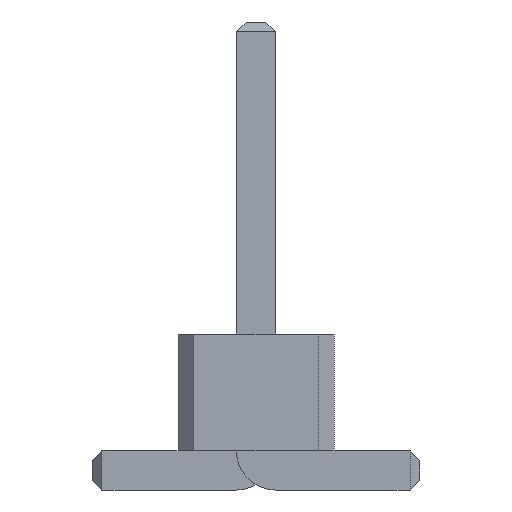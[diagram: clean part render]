
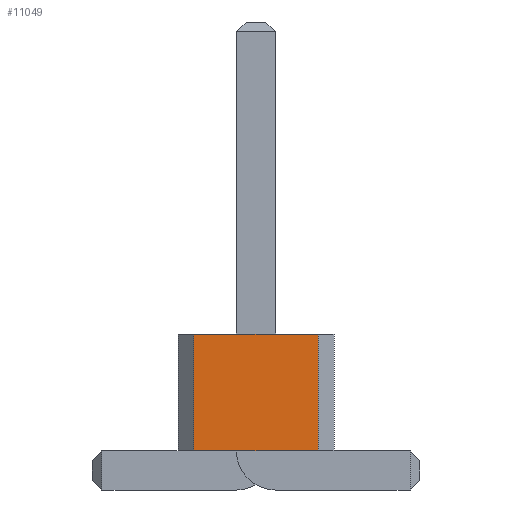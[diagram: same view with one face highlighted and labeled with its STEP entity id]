
A CAD part, front view. The second image highlights one B-rep face of the part: STEP entity #11049.
In plain terms, the highlighted planar face has unit normal (0, -1, 0).
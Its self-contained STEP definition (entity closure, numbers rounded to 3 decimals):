
#2014 = VERTEX_POINT('',#2015);
#2015 = CARTESIAN_POINT('',(0.8,-39.,0.5));
#2021 = EDGE_CURVE('',#2022,#2014,#2024,.T.);
#2022 = VERTEX_POINT('',#2023);
#2023 = CARTESIAN_POINT('',(-0.8,-39.,0.5));
#2024 = LINE('',#2025,#2026);
#2025 = CARTESIAN_POINT('',(-0.8,-39.,0.5));
#2026 = VECTOR('',#2027,1.);
#2027 = DIRECTION('',(1.,0.,0.));
#4799 = VERTEX_POINT('',#4800);
#4800 = CARTESIAN_POINT('',(0.8,-39.,2.));
#4806 = EDGE_CURVE('',#4807,#4799,#4809,.T.);
#4807 = VERTEX_POINT('',#4808);
#4808 = CARTESIAN_POINT('',(-0.8,-39.,2.));
#4809 = LINE('',#4810,#4811);
#4810 = CARTESIAN_POINT('',(-0.8,-39.,2.));
#4811 = VECTOR('',#4812,1.);
#4812 = DIRECTION('',(1.,0.,0.));
#11038 = EDGE_CURVE('',#2022,#4807,#11039,.T.);
#11039 = LINE('',#11040,#11041);
#11040 = CARTESIAN_POINT('',(-0.8,-39.,0.5));
#11041 = VECTOR('',#11042,1.);
#11042 = DIRECTION('',(0.,0.,1.));
#11049 = ADVANCED_FACE('',(#11050),#11061,.F.);
#11050 = FACE_BOUND('',#11051,.F.);
#11051 = EDGE_LOOP('',(#11052,#11053,#11054,#11060));
#11052 = ORIENTED_EDGE('',*,*,#11038,.T.);
#11053 = ORIENTED_EDGE('',*,*,#4806,.T.);
#11054 = ORIENTED_EDGE('',*,*,#11055,.F.);
#11055 = EDGE_CURVE('',#2014,#4799,#11056,.T.);
#11056 = LINE('',#11057,#11058);
#11057 = CARTESIAN_POINT('',(0.8,-39.,0.5));
#11058 = VECTOR('',#11059,1.);
#11059 = DIRECTION('',(0.,0.,1.));
#11060 = ORIENTED_EDGE('',*,*,#2021,.F.);
#11061 = PLANE('',#11062);
#11062 = AXIS2_PLACEMENT_3D('',#11063,#11064,#11065);
#11063 = CARTESIAN_POINT('',(-0.8,-39.,0.5));
#11064 = DIRECTION('',(0.,1.,0.));
#11065 = DIRECTION('',(1.,0.,0.));
